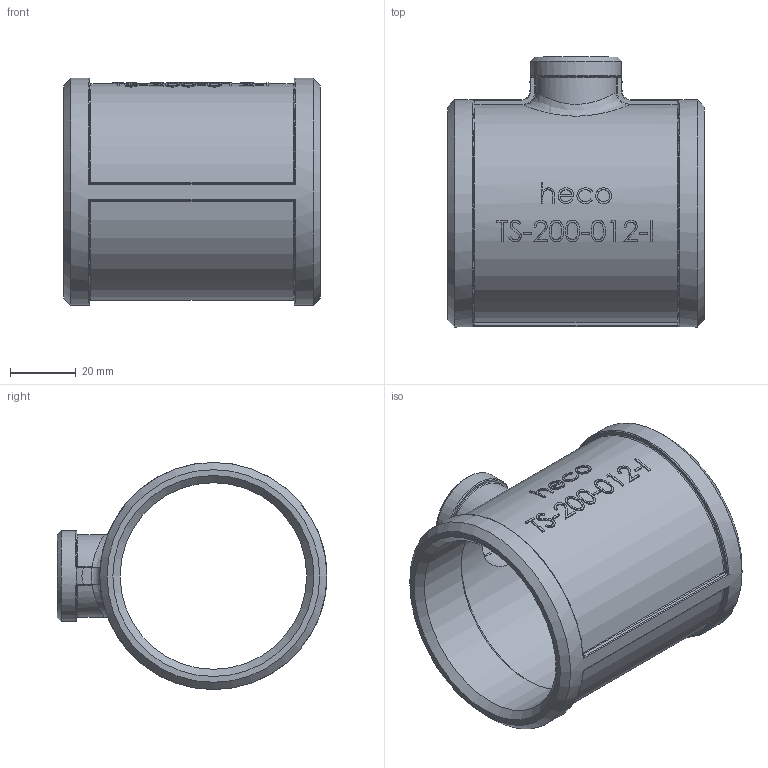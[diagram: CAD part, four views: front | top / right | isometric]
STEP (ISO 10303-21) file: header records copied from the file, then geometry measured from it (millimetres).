
FILE_DESCRIPTION (( 'STEP AP214' ), '1' );
FILE_NAME ('heco_TS-200-012-I.STEP', '2016-06-27T13:56:49', ( '' ), ( '' ), 'SwSTEP 2.0', 'SolidWorks 2011', '' );
FILE_SCHEMA (( 'AUTOMOTIVE_DESIGN' ));
Length unit declared in the file: millimetre
Products named in the file (1): heco_TS-200-012-I
Bounding box: 78 x 82 x 69 mm (x, y, z)
Volume: 61178.1 mm3; surface area: 35365.5 mm2
Topology: 1 solids, 1 shells, 288 faces, 720 edges, 454 vertices
Faces by surface type: bspline 130, plane 65, cylinder 58, torus 14, sphere 12, cone 9
Full cylindrical faces by diameter (mm): 18.631 x1, 19.6 x1, 27.5 x1, 56.656 x2, 60.6 x1, 69 x1
Entity records: 31794 total; most frequent: CARTESIAN_POINT 24740, ORIENTED_EDGE 1386, DIRECTION 734, EDGE_CURVE 693, VERTEX_POINT 448, B_SPLINE_CURVE_WITH_KNOTS 412, EDGE_LOOP 333, FACE_OUTER_BOUND 295
